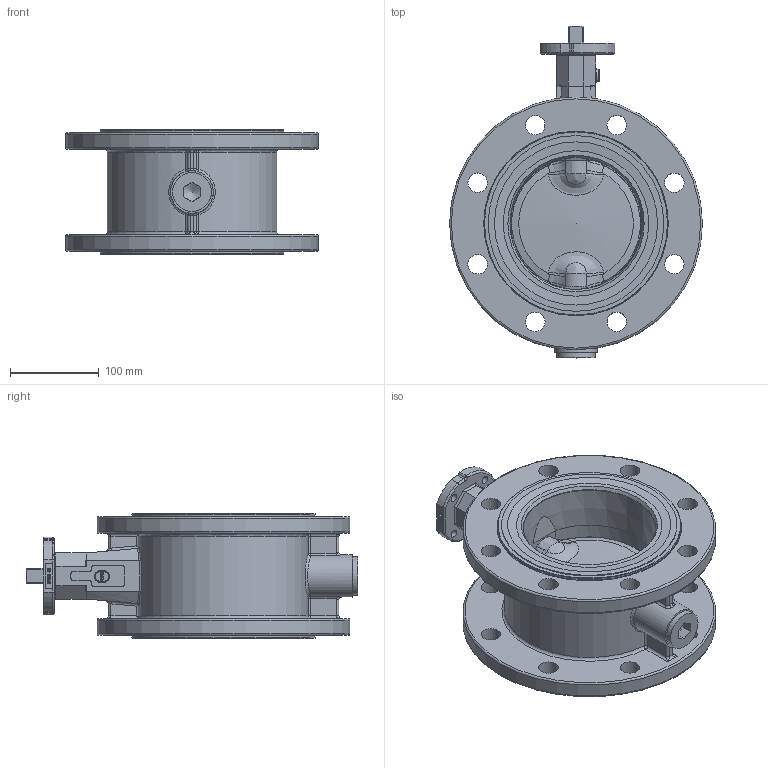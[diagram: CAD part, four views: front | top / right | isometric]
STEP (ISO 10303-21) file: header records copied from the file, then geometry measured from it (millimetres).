
FILE_DESCRIPTION((''),'2;1');
FILE_NAME('F012-A-DN150.stp','2007-09-27T09:10:41',('hellwig'),(''),'Autodesk Inventor 11','Autodesk Inventor 11','');
FILE_SCHEMA(('AUTOMOTIVE_DESIGN { 1 0 10303 214 1 1 1 1 }'));
Length unit declared in the file: millimetre
Products named in the file (1): Bauteil1
Bounding box: 285 x 374.19 x 142 mm (x, y, z)
Volume: 3376031.2 mm3; surface area: 440148.7 mm2
Topology: 1 solids, 6 shells, 669 faces, 1671 edges, 1054 vertices
Faces by surface type: plane 230, bspline 218, cylinder 144, cone 42, torus 33, sphere 2
Full cylindrical faces by diameter (mm): 4 x1, 6 x1, 9 x4, 19 x1, 20.7 x3, 22 x24, 22.18 x3, 29.95 x3, 38 x1, 44 x1, 48 x1, 198 x1, 206.9 x1, 285 x2
Entity records: 79573 total; most frequent: CARTESIAN_POINT 65573, ORIENTED_EDGE 2982, DIRECTION 2435, EDGE_CURVE 1491, VERTEX_POINT 1011, AXIS2_PLACEMENT_3D 914, EDGE_LOOP 901, FACE_OUTER_BOUND 669
